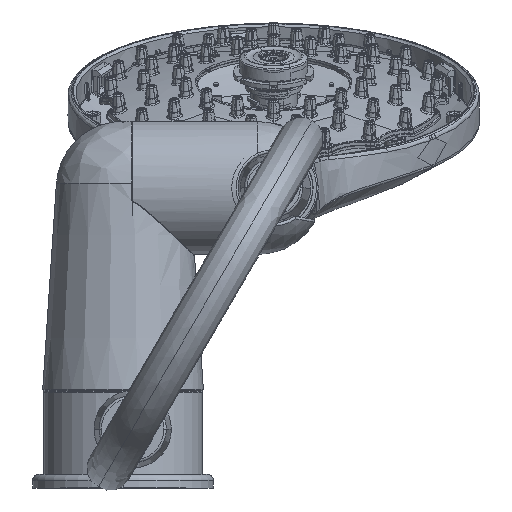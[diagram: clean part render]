
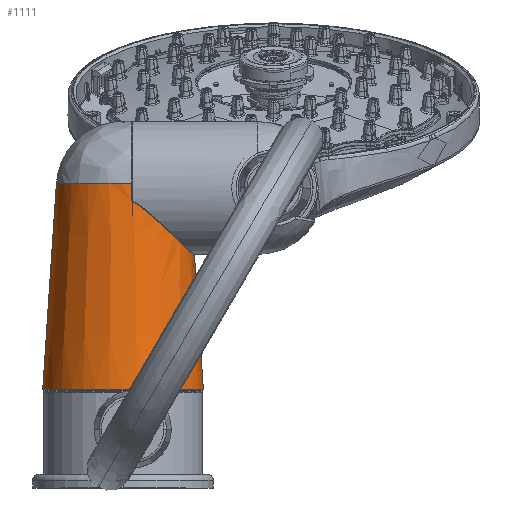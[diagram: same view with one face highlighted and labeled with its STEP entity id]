
A CAD part, top view. The second image highlights one B-rep face of the part: STEP entity #1111.
In plain terms, the highlighted conical face has half-angle 3.803 degrees and reference radius 23.159 mm.
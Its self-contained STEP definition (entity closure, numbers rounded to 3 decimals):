
#1=CARTESIAN_POINT('',(331.509,12.909,20.829));
#28=CARTESIAN_POINT('',(328.832,12.909,0.));
#29=DIRECTION('',(0.,-1.,0.));
#30=DIRECTION('',(0.128,0.,0.992));
#31=AXIS2_PLACEMENT_3D('',#28,#29,#30);
#256=DIRECTION('',(0.066,0.998,0.));
#257=VECTOR('',#256,65.089);
#258=CARTESIAN_POINT('',(303.515,-52.037,
0.));
#259=LINE('',#258,#257);
#265=DIRECTION('',(-0.066,0.998,0.));
#266=VECTOR('',#265,42.173);
#267=CARTESIAN_POINT('',(354.149,-52.037,
0.));
#268=LINE('',#267,#266);
#289=CARTESIAN_POINT('',(351.352,-9.957,
0.));
#291=CARTESIAN_POINT('',(331.509,7.345,21.202));
#292=CARTESIAN_POINT('',(331.509,8.22,21.143));
#293=CARTESIAN_POINT('',(331.509,10.023,21.022));
#294=CARTESIAN_POINT('',(331.509,11.93,20.895));
#295=CARTESIAN_POINT('',(331.509,12.909,20.829));
#297=CARTESIAN_POINT('',(351.352,-9.957,
0.));
#298=CARTESIAN_POINT('',(351.352,-9.957,0.345));
#299=CARTESIAN_POINT('',(351.335,-9.94,1.072));
#300=CARTESIAN_POINT('',(351.242,-9.851,2.263));
#301=CARTESIAN_POINT('',(351.063,-9.677,3.569));
#302=CARTESIAN_POINT('',(350.771,-9.396,4.988));
#303=CARTESIAN_POINT('',(350.342,-8.981,6.515));
#304=CARTESIAN_POINT('',(349.743,-8.403,8.144));
#305=CARTESIAN_POINT('',(348.94,-7.629,9.857));
#306=CARTESIAN_POINT('',(347.905,-6.636,11.617));
#307=CARTESIAN_POINT('',(346.594,-5.381,13.412));
#308=CARTESIAN_POINT('',(344.907,-3.775,15.253));
#309=CARTESIAN_POINT('',(342.928,-1.911,16.934));
#310=CARTESIAN_POINT('',(340.954,-0.078,18.239));
#311=CARTESIAN_POINT('',(339.15,1.56,19.184));
#312=CARTESIAN_POINT('',(337.423,3.081,19.903));
#313=CARTESIAN_POINT('',(335.796,4.449,20.429));
#314=CARTESIAN_POINT('',(334.253,5.654,20.806));
#315=CARTESIAN_POINT('',(332.825,6.641,21.057));
#316=CARTESIAN_POINT('',(331.937,7.14,21.161));
#317=CARTESIAN_POINT('',(331.509,7.345,21.202));
#319=CARTESIAN_POINT('',(328.832,-52.037,0.));
#320=DIRECTION('',(0.,1.,0.));
#321=DIRECTION('',(-1.,0.,0.));
#322=AXIS2_PLACEMENT_3D('',#319,#320,#321);
#534=CARTESIAN_POINT('',(307.831,12.909,0.));
#536=VERTEX_POINT('',#534);
#550=CARTESIAN_POINT('',(354.149,-52.037,0.));
#551=CARTESIAN_POINT('',(303.515,-52.037,0.));
#552=VERTEX_POINT('',#550);
#553=VERTEX_POINT('',#551);
#569=VERTEX_POINT('',#1);
#571=VERTEX_POINT('',#291);
#572=VERTEX_POINT('',#289);
#1095=CARTESIAN_POINT('',(328.832,-19.564,0.));
#1096=DIRECTION('',(0.,-1.,0.));
#1097=DIRECTION('',(-1.,0.,0.));
#1098=AXIS2_PLACEMENT_3D('',#1095,#1096,#1097);
#1099=CONICAL_SURFACE('',#1098,23.159,3.803);
#1101=ORIENTED_EDGE('',*,*,#1100,.F.);
#1103=ORIENTED_EDGE('',*,*,#1102,.F.);
#1104=ORIENTED_EDGE('',*,*,#1088,.F.);
#1106=ORIENTED_EDGE('',*,*,#1105,.F.);
#1107=ORIENTED_EDGE('',*,*,#1084,.T.);
#1108=ORIENTED_EDGE('',*,*,#609,.F.);
#1109=EDGE_LOOP('',(#1101,#1103,#1104,#1106,#1107,#1108));
#1110=FACE_OUTER_BOUND('',#1109,.F.);
#32=CIRCLE('',#31,21.);
#296=B_SPLINE_CURVE_WITH_KNOTS('',3,(#291,#292,#293,#294,#295),.UNSPECIFIED.,
.F.,.F.,(4,1,4),(0.,0.5,1.),.UNSPECIFIED.);
#318=B_SPLINE_CURVE_WITH_KNOTS('',3,(#297,#298,#299,#300,#301,#302,#303,#304,
#305,#306,#307,#308,#309,#310,#311,#312,#313,#314,#315,#316,#317),.UNSPECIFIED.,
.F.,.F.,(4,1,1,1,1,1,1,1,1,1,1,1,1,1,1,1,1,1,4),(0.,0.056,
0.111,0.167,0.222,0.278,
0.333,0.389,0.444,0.5,0.556,
0.611,0.667,0.722,0.778,
0.833,0.889,0.944,1.),.UNSPECIFIED.);
#323=CIRCLE('',#322,25.317);
#609=EDGE_CURVE('',#569,#536,#32,.T.);
#1084=EDGE_CURVE('',#553,#536,#259,.T.);
#1088=EDGE_CURVE('',#552,#572,#268,.T.);
#1100=EDGE_CURVE('',#571,#569,#296,.T.);
#1102=EDGE_CURVE('',#572,#571,#318,.T.);
#1105=EDGE_CURVE('',#553,#552,#323,.T.);
#1111=ADVANCED_FACE('',(#1110),#1099,.T.);
